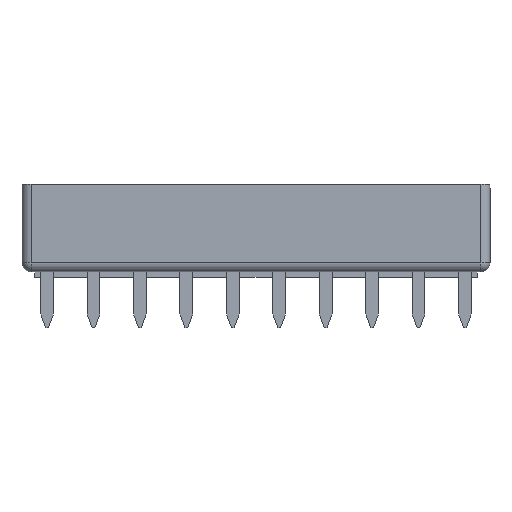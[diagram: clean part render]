
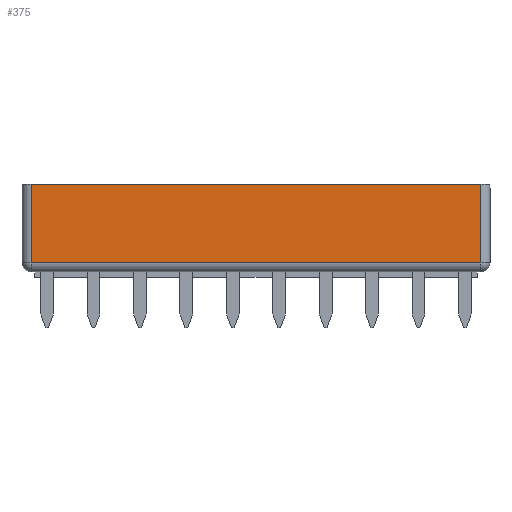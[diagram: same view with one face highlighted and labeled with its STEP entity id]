
A CAD part, front view. The second image highlights one B-rep face of the part: STEP entity #375.
In plain terms, the highlighted planar face has unit normal (0, -1, 0).
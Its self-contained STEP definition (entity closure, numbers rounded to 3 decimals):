
#375=ADVANCED_FACE('',(#11182),#11184,.T.);
#11182=FACE_BOUND('',#11183,.T.);
#11183=EDGE_LOOP('',(#19720,#19721,#19722,#19723));
#11184=PLANE('',#11185);
#11185=AXIS2_PLACEMENT_3D('',#11186,#11187,#11188);
#11186=CARTESIAN_POINT('',(24.23,-1.19,0.3));
#11187=DIRECTION('',(0.,-1.,0.));
#11188=DIRECTION('',(0.,0.,1.));
#19720=ORIENTED_EDGE('',*,*,#25022,.T.);
#19721=ORIENTED_EDGE('',*,*,#25023,.T.);
#19722=ORIENTED_EDGE('',*,*,#25024,.F.);
#19723=ORIENTED_EDGE('',*,*,#25025,.F.);
#25022=EDGE_CURVE('',#27841,#27842,#27843,.T.);
#25023=EDGE_CURVE('',#27842,#27844,#27845,.T.);
#25024=EDGE_CURVE('',#27846,#27844,#27847,.T.);
#25025=EDGE_CURVE('',#27841,#27846,#27848,.T.);
#27841=VERTEX_POINT('',#32375);
#27842=VERTEX_POINT('',#32376);
#27843=LINE('',#32377,#32378);
#27844=VERTEX_POINT('',#32380);
#27845=LINE('',#32381,#32382);
#27846=VERTEX_POINT('',#32384);
#27847=LINE('',#32385,#32386);
#27848=LINE('',#32388,#32389);
#32375=CARTESIAN_POINT('',(23.73,-1.19,0.8));
#32376=CARTESIAN_POINT('',(23.73,-1.19,5.1));
#32377=CARTESIAN_POINT('',(23.73,-1.19,0.8));
#32378=VECTOR('',#32379,1.);
#32379=DIRECTION('',(0.,0.,1.));
#32380=CARTESIAN_POINT('',(-0.87,-1.19,5.1));
#32381=CARTESIAN_POINT('',(23.73,-1.19,5.1));
#32382=VECTOR('',#32383,1.);
#32383=DIRECTION('',(-1.,0.,0.));
#32384=CARTESIAN_POINT('',(-0.87,-1.19,0.8));
#32385=CARTESIAN_POINT('',(-0.87,-1.19,0.8));
#32386=VECTOR('',#32387,1.);
#32387=DIRECTION('',(0.,0.,1.));
#32388=CARTESIAN_POINT('',(23.73,-1.19,0.8));
#32389=VECTOR('',#32390,1.);
#32390=DIRECTION('',(-1.,0.,0.));
